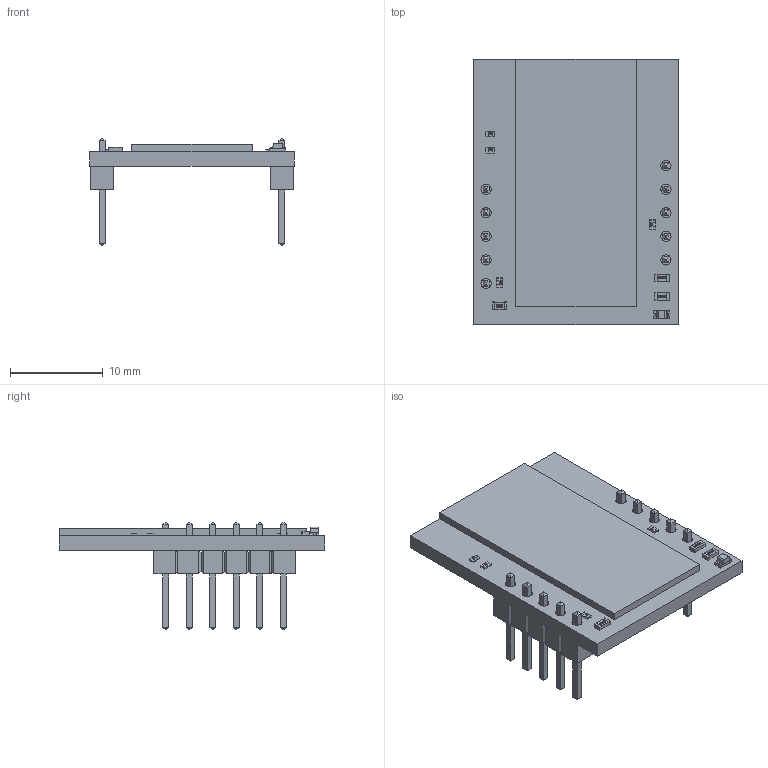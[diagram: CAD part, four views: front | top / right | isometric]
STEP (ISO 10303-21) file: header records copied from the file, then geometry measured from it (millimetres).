
FILE_DESCRIPTION(('Open CASCADE Model'),'2;1');
FILE_NAME('Open CASCADE Shape Model','2023-03-09T17:56:27',('Author'),( 'Open CASCADE'),'Open CASCADE STEP processor 6.8','Open CASCADE 6.8' ,'Unknown');
FILE_SCHEMA(('AUTOMOTIVE_DESIGN { 1 0 10303 214 1 1 1 1 }'));
Length unit declared in the file: millimetre
Products named in the file (28): PCB; Board; Open CASCADE STEP translator 6.8 1.1.1; C2; User_Library-Panasonic0603; U1; 7346408000; Extruded; D1; User_Library-LTST-C190TBKT; User_Library-LTST-C190TBKT_Pad; User_Library-LTST-C190TBKT_Pad005; User_Library-LTST-C190TBKT_Pad001; User_Library-LTST-C190TBKT_Pad004; User_Library-LTST-C190TBKT_Pad003; User_Library-LTST-C190TBKT_Lens; R5; R4; R3; User_Library-0402_SMD_Resistor; R2; R1; J2; 7347001216; Body; LeadsArray; J1; C1
Assembly tree (33 placements, depth 4):
  PCB
    Board
      Open CASCADE STEP translator 6.8 1.1.1
    C2
      User_Library-Panasonic0603
    U1
      7346408000
        Extruded
    D1
      User_Library-LTST-C190TBKT
        User_Library-LTST-C190TBKT_Pad
        User_Library-LTST-C190TBKT_Pad005
        User_Library-LTST-C190TBKT_Pad001
        User_Library-LTST-C190TBKT_Pad004
        User_Library-LTST-C190TBKT_Pad003
        User_Library-LTST-C190TBKT_Lens
    R5
      User_Library-Panasonic0603
    R4
      User_Library-Panasonic0603
    R3
      User_Library-0402_SMD_Resistor
    R2
      User_Library-0402_SMD_Resistor
    R1
      User_Library-0402_SMD_Resistor
    J2
      7347001216
        Body
        LeadsArray
    J1
      7347001216
        Body
        LeadsArray
    C1
      User_Library-0402_SMD_Resistor
Bounding box: 22 x 28.62 x 11.54 mm (x, y, z)
Volume: 1479.2 mm3; surface area: 2836.9 mm2
Topology: 29 solids, 29 shells, 978 faces, 2291 edges, 1380 vertices
Faces by surface type: plane 621, bspline 223, cylinder 102, sphere 32
Full cylindrical faces by diameter (mm): 1.1 x10
Entity records: 16549 total; most frequent: CARTESIAN_POINT 6166, ORIENTED_EDGE 1816, DIRECTION 1576, EDGE_CURVE 908, LINE 696, VECTOR 696, VERTEX_POINT 558, AXIS2_PLACEMENT_3D 440
